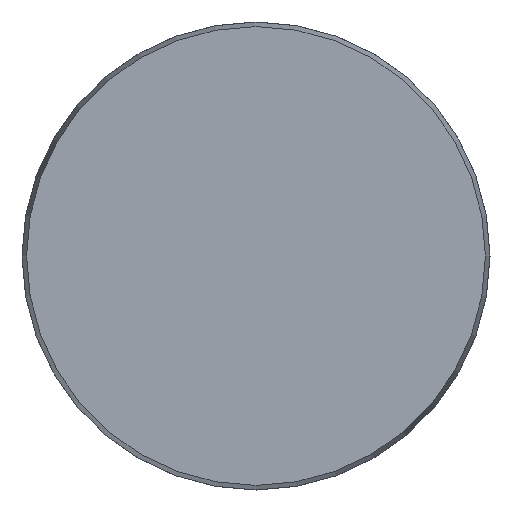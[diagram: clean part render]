
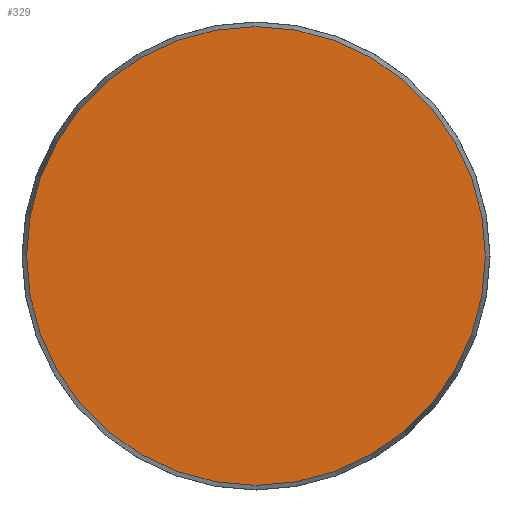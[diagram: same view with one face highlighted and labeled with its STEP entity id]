
A CAD part, front view. The second image highlights one B-rep face of the part: STEP entity #329.
In plain terms, the highlighted planar face has unit normal (0, -1, 0).
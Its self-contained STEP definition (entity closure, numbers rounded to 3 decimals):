
#32 = PLANE ( 'NONE',  #520 ) ;
#36 = CARTESIAN_POINT ( 'NONE',  ( 0., 0., 0. ) ) ;
#71 = DIRECTION ( 'NONE',  ( 0., -1., 0. ) ) ;
#73 = FACE_OUTER_BOUND ( 'NONE', #85, .T. ) ;
#85 = EDGE_LOOP ( 'NONE', ( #346 ) ) ;
#103 = VERTEX_POINT ( 'NONE', #396 ) ;
#205 = DIRECTION ( 'NONE',  ( 0., 0., 1. ) ) ;
#213 = CARTESIAN_POINT ( 'NONE',  ( -28.425, 0., 0. ) ) ;
#241 = EDGE_CURVE ( 'NONE', #103, #103, #326, .T. ) ;
#296 = DIRECTION ( 'NONE',  ( 0., 0., -1. ) ) ;
#326 = CIRCLE ( 'NONE', #551, 28.425 ) ;
#329 = ADVANCED_FACE ( 'NONE', ( #73 ), #32, .F. ) ;
#346 = ORIENTED_EDGE ( 'NONE', *, *, #241, .T. ) ;
#377 = DIRECTION ( 'NONE',  ( 0., 1., 0. ) ) ;
#396 = CARTESIAN_POINT ( 'NONE',  ( 0., 0., -28.425 ) ) ;
#520 = AXIS2_PLACEMENT_3D ( 'NONE', #213, #377, #205 ) ;
#551 = AXIS2_PLACEMENT_3D ( 'NONE', #36, #71, #296 ) ;
